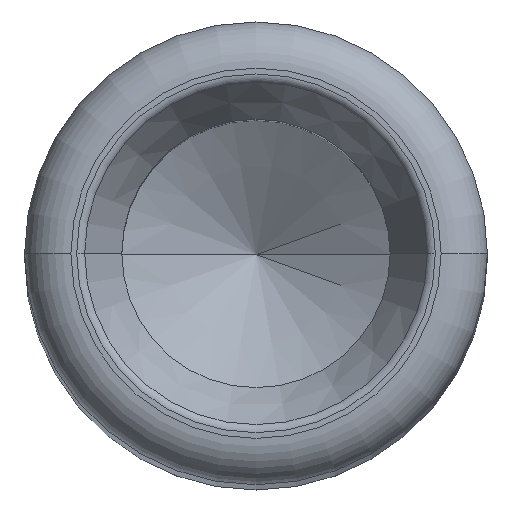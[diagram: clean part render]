
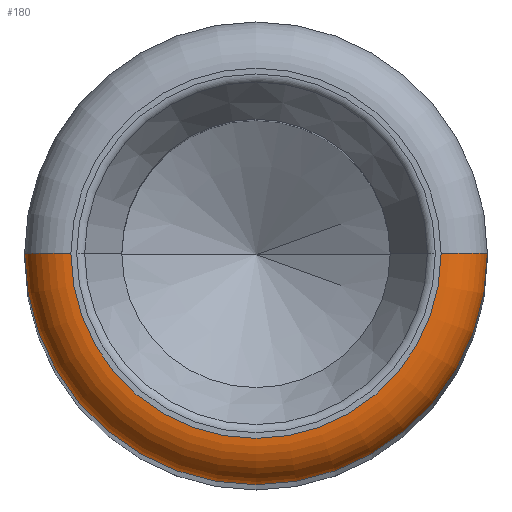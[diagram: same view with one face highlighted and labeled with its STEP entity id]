
A CAD part, top view. The second image highlights one B-rep face of the part: STEP entity #180.
In plain terms, the highlighted toroidal (fillet/blend) face has major radius 10 mm and minor radius 2.5 mm.
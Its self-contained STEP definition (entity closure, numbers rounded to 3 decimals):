
#11 = AXIS2_PLACEMENT_3D ( 'NONE', #379, #86, #214 ) ;
#22 = CARTESIAN_POINT ( 'NONE',  ( -10., 0., 167.5 ) ) ;
#29 = AXIS2_PLACEMENT_3D ( 'NONE', #257, #83, #155 ) ;
#83 = DIRECTION ( 'NONE',  ( 0., 0., 1. ) ) ;
#85 = DIRECTION ( 'NONE',  ( 0., 1., 0. ) ) ;
#86 = DIRECTION ( 'NONE',  ( 0., 0., -1. ) ) ;
#105 = DIRECTION ( 'NONE',  ( 0., 0., 1. ) ) ;
#127 = CARTESIAN_POINT ( 'NONE',  ( -10., 0., 170. ) ) ;
#131 = CIRCLE ( 'NONE', #248, 10. ) ;
#155 = DIRECTION ( 'NONE',  ( 1., 0., 0. ) ) ;
#158 = AXIS2_PLACEMENT_3D ( 'NONE', #439, #547, #665 ) ;
#180 = ADVANCED_FACE ( 'NONE', ( #707 ), #691, .T. ) ;
#194 = EDGE_LOOP ( 'NONE', ( #323, #509, #357, #741 ) ) ;
#214 = DIRECTION ( 'NONE',  ( 1., 0., 0. ) ) ;
#227 = CIRCLE ( 'NONE', #11, 12.5 ) ;
#243 = DIRECTION ( 'NONE',  ( 1., 0., 0. ) ) ;
#248 = AXIS2_PLACEMENT_3D ( 'NONE', #675, #105, #243 ) ;
#257 = CARTESIAN_POINT ( 'NONE',  ( 0., 0., 167.5 ) ) ;
#284 = EDGE_CURVE ( 'NONE', #383, #328, #131, .T. ) ;
#323 = ORIENTED_EDGE ( 'NONE', *, *, #520, .F. ) ;
#328 = VERTEX_POINT ( 'NONE', #683 ) ;
#357 = ORIENTED_EDGE ( 'NONE', *, *, #735, .T. ) ;
#366 = VERTEX_POINT ( 'NONE', #550 ) ;
#379 = CARTESIAN_POINT ( 'NONE',  ( 0., 0., 167.5 ) ) ;
#380 = DIRECTION ( 'NONE',  ( -1., 0., 0. ) ) ;
#383 = VERTEX_POINT ( 'NONE', #127 ) ;
#439 = CARTESIAN_POINT ( 'NONE',  ( 10., 0., 167.5 ) ) ;
#491 = AXIS2_PLACEMENT_3D ( 'NONE', #22, #85, #380 ) ;
#509 = ORIENTED_EDGE ( 'NONE', *, *, #580, .F. ) ;
#520 = EDGE_CURVE ( 'NONE', #626, #383, #618, .T. ) ;
#547 = DIRECTION ( 'NONE',  ( 0., -1., 0. ) ) ;
#550 = CARTESIAN_POINT ( 'NONE',  ( 12.5, 0., 167.5 ) ) ;
#580 = EDGE_CURVE ( 'NONE', #366, #626, #227, .T. ) ;
#618 = CIRCLE ( 'NONE', #491, 2.5 ) ;
#626 = VERTEX_POINT ( 'NONE', #713 ) ;
#665 = DIRECTION ( 'NONE',  ( 0., 0., -1. ) ) ;
#675 = CARTESIAN_POINT ( 'NONE',  ( 0., 0., 170. ) ) ;
#683 = CARTESIAN_POINT ( 'NONE',  ( 10., 0., 170. ) ) ;
#691 = TOROIDAL_SURFACE ( 'NONE', #29, 10., 2.5 ) ;
#698 = CIRCLE ( 'NONE', #158, 2.5 ) ;
#707 = FACE_OUTER_BOUND ( 'NONE', #194, .T. ) ;
#713 = CARTESIAN_POINT ( 'NONE',  ( -12.5, 0., 167.5 ) ) ;
#735 = EDGE_CURVE ( 'NONE', #366, #328, #698, .T. ) ;
#741 = ORIENTED_EDGE ( 'NONE', *, *, #284, .F. ) ;
